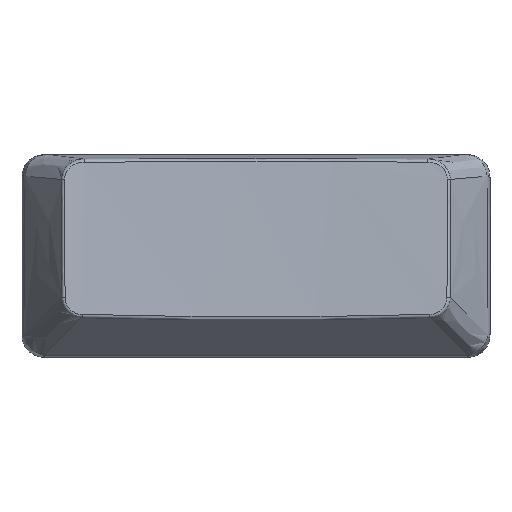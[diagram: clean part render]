
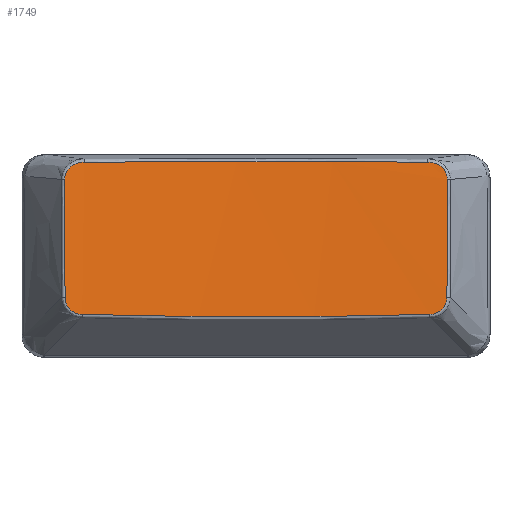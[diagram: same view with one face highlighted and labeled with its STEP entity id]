
A CAD part, top view. The second image highlights one B-rep face of the part: STEP entity #1749.
In plain terms, the highlighted free-form (B-spline) face has degree [1, 2] with [2, 3] control points.
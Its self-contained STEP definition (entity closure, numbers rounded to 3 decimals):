
#14=(
BOUNDED_SURFACE()
B_SPLINE_SURFACE(1,2,((#3885,#3886,#3887),(#3888,#3889,#3890)),
 .UNSPECIFIED.,.F.,.F.,.F.)
B_SPLINE_SURFACE_WITH_KNOTS((2,2),(3,3),(0.156,0.207),
(-1.633,-1.509),.UNSPECIFIED.)
GEOMETRIC_REPRESENTATION_ITEM()
RATIONAL_B_SPLINE_SURFACE(((1.,0.998,1.),(1.,0.998,
1.)))
REPRESENTATION_ITEM('')
SURFACE()
);
#157=B_SPLINE_CURVE_WITH_KNOTS('',3,(#3630,#3631,#3632,#3633),
 .UNSPECIFIED.,.F.,.F.,(4,4),(0.,1.067),.UNSPECIFIED.);
#159=B_SPLINE_CURVE_WITH_KNOTS('',3,(#3673,#3674,#3675,#3676,#3677,#3678),
 .UNSPECIFIED.,.F.,.F.,(4,1,1,4),(0.,0.075,0.15,
0.262),.UNSPECIFIED.);
#161=B_SPLINE_CURVE_WITH_KNOTS('',3,(#3706,#3707,#3708,#3709),
 .UNSPECIFIED.,.F.,.F.,(4,4),(0.,3.084),.UNSPECIFIED.);
#163=B_SPLINE_CURVE_WITH_KNOTS('',3,(#3749,#3750,#3751,#3752,#3753,#3754),
 .UNSPECIFIED.,.F.,.F.,(4,1,1,4),(0.,0.112,0.187,
0.262),.UNSPECIFIED.);
#165=B_SPLINE_CURVE_WITH_KNOTS('',3,(#3781,#3782,#3783,#3784),
 .UNSPECIFIED.,.F.,.F.,(4,4),(0.,1.067),
 .UNSPECIFIED.);
#166=B_SPLINE_CURVE_WITH_KNOTS('',3,(#3817,#3818,#3819,#3820,#3821,#3822),
 .UNSPECIFIED.,.F.,.F.,(4,1,1,4),(0.,0.104,0.174,
0.243),.UNSPECIFIED.);
#167=B_SPLINE_CURVE_WITH_KNOTS('',3,(#3845,#3846,#3847,#3848),
 .UNSPECIFIED.,.F.,.F.,(4,4),(0.,3.122),
 .UNSPECIFIED.);
#168=B_SPLINE_CURVE_WITH_KNOTS('',3,(#3879,#3880,#3881,#3882,#3883,#3884),
 .UNSPECIFIED.,.F.,.F.,(4,1,1,4),(0.,0.104,
0.174,0.243),.UNSPECIFIED.);
#486=FACE_OUTER_BOUND('',#596,.T.);
#596=EDGE_LOOP('',(#1465,#1466,#1467,#1468,#1469,#1470,#1471,#1472));
#790=VERTEX_POINT('',#3626);
#791=VERTEX_POINT('',#3628);
#792=VERTEX_POINT('',#3664);
#794=VERTEX_POINT('',#3699);
#796=VERTEX_POINT('',#3740);
#798=VERTEX_POINT('',#3775);
#799=VERTEX_POINT('',#3815);
#800=VERTEX_POINT('',#3843);
#1024=EDGE_CURVE('',#791,#790,#157,.T.);
#1027=EDGE_CURVE('',#790,#792,#159,.T.);
#1030=EDGE_CURVE('',#792,#794,#161,.T.);
#1033=EDGE_CURVE('',#794,#796,#163,.T.);
#1036=EDGE_CURVE('',#796,#798,#165,.T.);
#1038=EDGE_CURVE('',#798,#799,#166,.T.);
#1040=EDGE_CURVE('',#799,#800,#167,.T.);
#1041=EDGE_CURVE('',#800,#791,#168,.T.);
#1465=ORIENTED_EDGE('',*,*,#1024,.F.);
#1466=ORIENTED_EDGE('',*,*,#1041,.F.);
#1467=ORIENTED_EDGE('',*,*,#1040,.F.);
#1468=ORIENTED_EDGE('',*,*,#1038,.F.);
#1469=ORIENTED_EDGE('',*,*,#1036,.F.);
#1470=ORIENTED_EDGE('',*,*,#1033,.F.);
#1471=ORIENTED_EDGE('',*,*,#1030,.F.);
#1472=ORIENTED_EDGE('',*,*,#1027,.F.);
#1749=ADVANCED_FACE('',(#486),#14,.T.);
#3626=CARTESIAN_POINT('',(-17.153,6.88,5.209));
#3628=CARTESIAN_POINT('',(-17.128,-3.71,6.508));
#3630=CARTESIAN_POINT('Ctrl Pts',(-17.128,-3.71,6.508));
#3631=CARTESIAN_POINT('Ctrl Pts',(-17.135,-0.18,
6.075));
#3632=CARTESIAN_POINT('Ctrl Pts',(-17.143,3.35,5.642));
#3633=CARTESIAN_POINT('Ctrl Pts',(-17.153,6.88,5.209));
#3664=CARTESIAN_POINT('',(-15.395,8.411,4.919));
#3673=CARTESIAN_POINT('Ctrl Pts',(-17.153,6.88,5.209));
#3674=CARTESIAN_POINT('Ctrl Pts',(-17.154,7.128,5.179));
#3675=CARTESIAN_POINT('Ctrl Pts',(-17.024,7.623,5.11));
#3676=CARTESIAN_POINT('Ctrl Pts',(-16.394,8.254,4.995));
#3677=CARTESIAN_POINT('Ctrl Pts',(-15.768,8.41,4.94));
#3678=CARTESIAN_POINT('Ctrl Pts',(-15.395,8.411,4.919));
#3699=CARTESIAN_POINT('',(15.395,8.411,4.919));
#3706=CARTESIAN_POINT('Ctrl Pts',(-15.395,8.411,4.919));
#3707=CARTESIAN_POINT('Ctrl Pts',(-5.142,8.461,4.351));
#3708=CARTESIAN_POINT('Ctrl Pts',(5.142,8.461,4.351));
#3709=CARTESIAN_POINT('Ctrl Pts',(15.395,8.411,4.919));
#3740=CARTESIAN_POINT('',(17.153,6.88,5.209));
#3749=CARTESIAN_POINT('Ctrl Pts',(15.395,8.411,4.919));
#3750=CARTESIAN_POINT('Ctrl Pts',(15.768,8.41,4.94));
#3751=CARTESIAN_POINT('Ctrl Pts',(16.394,8.254,4.995));
#3752=CARTESIAN_POINT('Ctrl Pts',(17.024,7.623,5.11));
#3753=CARTESIAN_POINT('Ctrl Pts',(17.154,7.128,5.179));
#3754=CARTESIAN_POINT('Ctrl Pts',(17.153,6.88,5.209));
#3775=CARTESIAN_POINT('',(17.128,-3.71,6.508));
#3781=CARTESIAN_POINT('Ctrl Pts',(17.153,6.88,5.209));
#3782=CARTESIAN_POINT('Ctrl Pts',(17.143,3.35,5.642));
#3783=CARTESIAN_POINT('Ctrl Pts',(17.135,-0.18,6.075));
#3784=CARTESIAN_POINT('Ctrl Pts',(17.128,-3.71,6.508));
#3815=CARTESIAN_POINT('',(15.585,-5.252,6.607));
#3817=CARTESIAN_POINT('Ctrl Pts',(17.128,-3.71,6.508));
#3818=CARTESIAN_POINT('Ctrl Pts',(17.127,-4.055,6.55));
#3819=CARTESIAN_POINT('Ctrl Pts',(16.939,-4.636,6.61));
#3820=CARTESIAN_POINT('Ctrl Pts',(16.277,-5.146,6.633));
#3821=CARTESIAN_POINT('Ctrl Pts',(15.816,-5.245,6.619));
#3822=CARTESIAN_POINT('Ctrl Pts',(15.585,-5.252,6.607));
#3843=CARTESIAN_POINT('',(-15.585,-5.252,6.607));
#3845=CARTESIAN_POINT('Ctrl Pts',(15.585,-5.252,6.607));
#3846=CARTESIAN_POINT('Ctrl Pts',(5.207,-5.547,6.067));
#3847=CARTESIAN_POINT('Ctrl Pts',(-5.207,-5.547,6.067));
#3848=CARTESIAN_POINT('Ctrl Pts',(-15.585,-5.252,6.607));
#3879=CARTESIAN_POINT('Ctrl Pts',(-15.585,-5.252,6.607));
#3880=CARTESIAN_POINT('Ctrl Pts',(-15.932,-5.242,6.625));
#3881=CARTESIAN_POINT('Ctrl Pts',(-16.513,-5.055,6.636));
#3882=CARTESIAN_POINT('Ctrl Pts',(-17.033,-4.401,6.587));
#3883=CARTESIAN_POINT('Ctrl Pts',(-17.127,-3.94,6.536));
#3884=CARTESIAN_POINT('Ctrl Pts',(-17.128,-3.71,6.508));
#3885=CARTESIAN_POINT('Ctrl Pts',(17.153,-5.415,6.719));
#3886=CARTESIAN_POINT('Ctrl Pts',(0.,-5.542,
5.686));
#3887=CARTESIAN_POINT('Ctrl Pts',(-17.153,-5.415,6.719));
#3888=CARTESIAN_POINT('Ctrl Pts',(17.153,8.542,5.005));
#3889=CARTESIAN_POINT('Ctrl Pts',(0.,8.415,
3.972));
#3890=CARTESIAN_POINT('Ctrl Pts',(-17.153,8.542,5.005));
